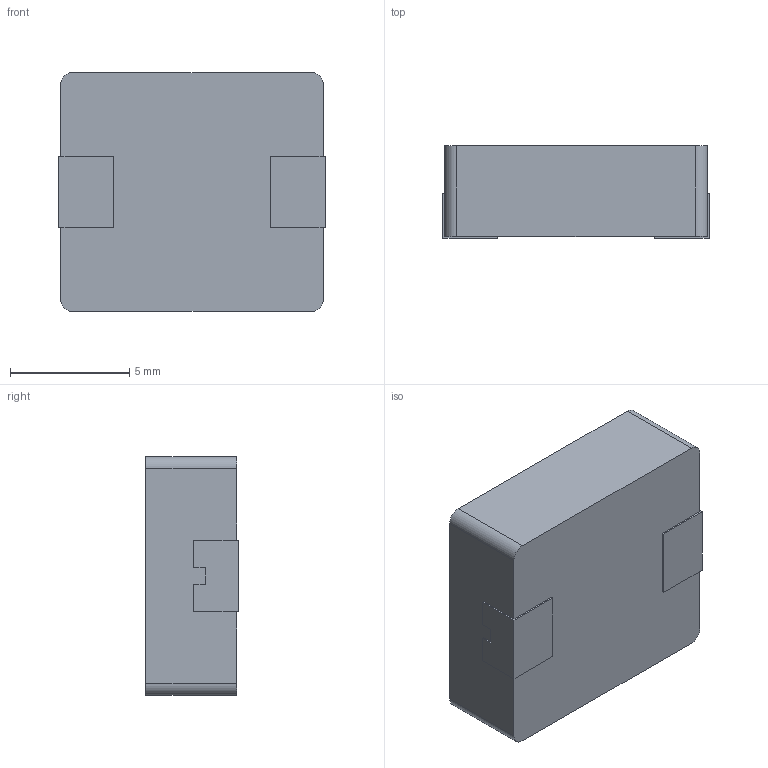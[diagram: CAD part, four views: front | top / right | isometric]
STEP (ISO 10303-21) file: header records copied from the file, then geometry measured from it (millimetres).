
FILE_DESCRIPTION (( 'STEP AP214' ), '1' );
FILE_NAME ('AMPLA1004S.STEP', '2019-07-15T12:16:35', ( '' ), ( '' ), 'SwSTEP 2.0', 'SolidWorks 2018', '' );
FILE_SCHEMA (( 'AUTOMOTIVE_DESIGN' ));
Length unit declared in the file: millimetre
Products named in the file (1): AMPLA1004S
Bounding box: 11.14 x 3.87 x 10 mm (x, y, z)
Volume: 418.8 mm3; surface area: 467.2 mm2
Topology: 3 solids, 3 shells, 171 faces, 447 edges, 298 vertices
Faces by surface type: plane 128, bspline 39, cylinder 4
Entity records: 9144 total; most frequent: CARTESIAN_POINT 3604, ORIENTED_EDGE 894, DIRECTION 643, EDGE_CURVE 447, VECTOR 361, LINE 361, VERTEX_POINT 298, EDGE_LOOP 187
